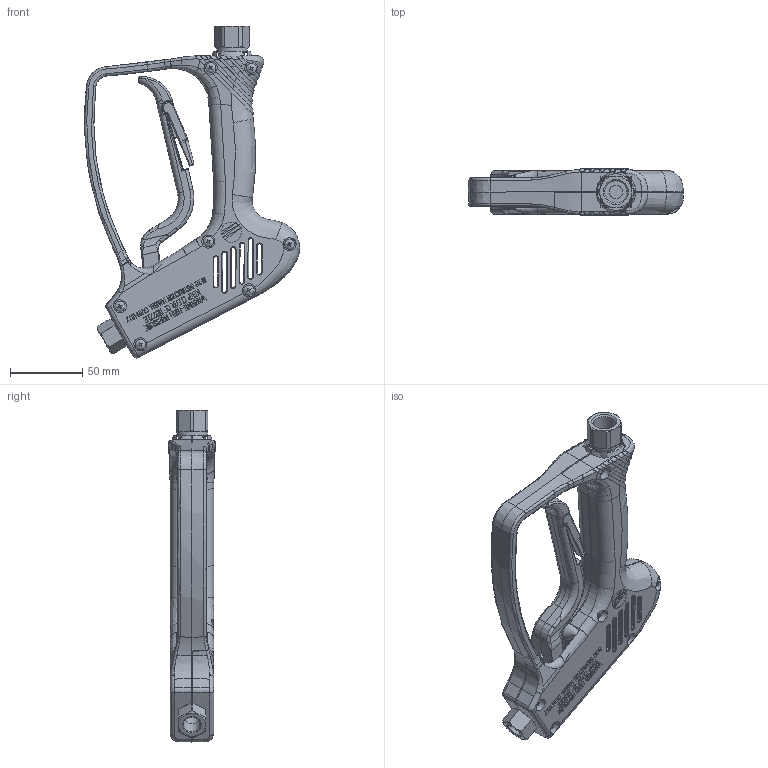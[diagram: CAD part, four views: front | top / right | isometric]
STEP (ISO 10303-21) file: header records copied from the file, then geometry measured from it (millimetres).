
FILE_DESCRIPTION(/* description */ ('Unknown'),/* implementation_level */ '2;1');
FILE_NAME(/* name */ '201500500_1',/* time_stamp */ '2020-03-25T11:59:40+01:00',/* author */ ('Unknown'),/* organization */ ('Unknown'),/* preprocessor_version */ 'ST-DEVELOPER v16.7',/* originating_system */ 'DEX',/* authorisation */ $);
FILE_SCHEMA (('AUTOMOTIVE_DESIGN {1 0 10303 214 3 1 1}'));
Length unit declared in the file: millimetre
Products named in the file (1): 201500500
Bounding box: 148.62 x 32.29 x 229.34 mm (x, y, z)
Volume: 179883 mm3; surface area: 105342.5 mm2
Topology: 3 solids, 3 shells, 4163 faces, 10725 edges, 6769 vertices
Faces by surface type: plane 2230, cylinder 815, bspline 757, cone 133, torus 127, sphere 101
Full cylindrical faces by diameter (mm): 0.168 x4, 0.32 x8, 2.489 x1, 2.589 x1, 4.73 x2, 4.88 x1, 4.9 x2, 4.92 x2, 4.98 x1, 5 x1, 6.9 x7, 7.799 x1, 9 x7, 9.272 x2, 9.462 x2, 10.999 x1, 11.819 x1, 13.159 x1, 15.33 x1, 18 x1, 18.698 x1, 19 x1, 21 x1
Entity records: 198669 total; most frequent: CARTESIAN_POINT 78659, ORIENTED_EDGE 20906, DIRECTION 16773, EDGE_CURVE 10453, VERTEX_POINT 6728, LINE 6099, VECTOR 6099, AXIS2_PLACEMENT_3D 5337
